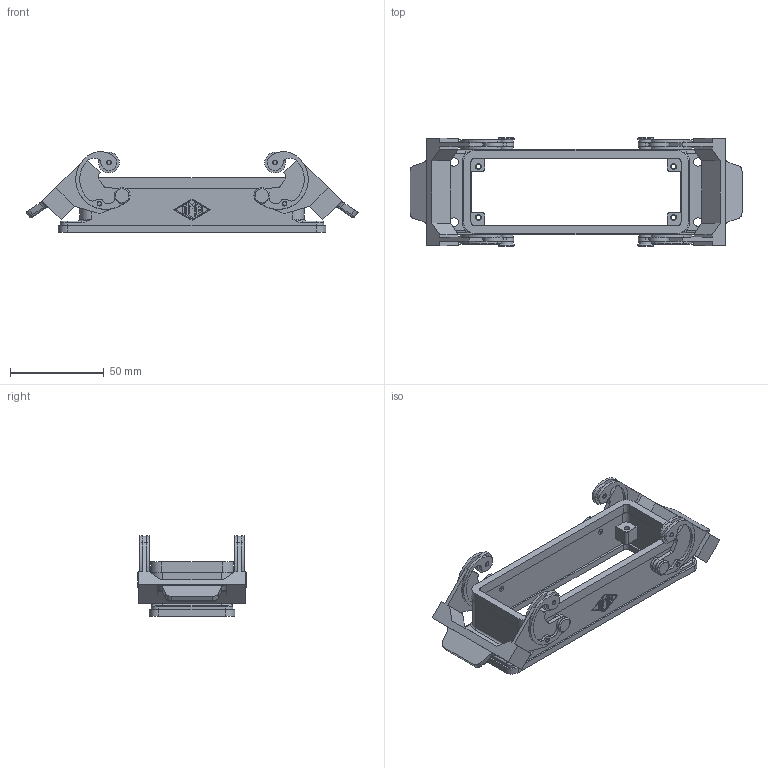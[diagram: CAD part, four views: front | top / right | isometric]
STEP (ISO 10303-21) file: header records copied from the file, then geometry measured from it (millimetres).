
FILE_DESCRIPTION(('Creo Elements/Direct Modeling STEP Export'),'2;1');
FILE_NAME('CHIR 24.stp','2012-03-09T15:57:00',(''),(''),'Creo Elements/Direct Modeling STEP processor for AP214 (Solid Model)','Creo Elements/Direct Modeling 17.0D 15-Jul-2011 (C) Parametric Technology GmbH','');
FILE_SCHEMA(('AUTOMOTIVE_DESIGN { 1 0 10303 214 1 1 1 1 }'));
Length unit declared in the file: millimetre
Products named in the file (1): MSBO12385
Bounding box: 176.99 x 58 x 42.94 mm (x, y, z)
Volume: 58456.1 mm3; surface area: 40472 mm2
Topology: 1 solids, 5 shells, 609 faces, 1736 edges, 1177 vertices
Faces by surface type: cylinder 278, plane 251, torus 56, bspline 16, cone 8
Entity records: 25242 total; most frequent: CARTESIAN_POINT 4427, ORIENTED_EDGE 3444, DIRECTION 3367, EDGE_CURVE 1722, AXIS2_PLACEMENT_3D 1308, VERTEX_POINT 1177, VECTOR 751, LINE 751
